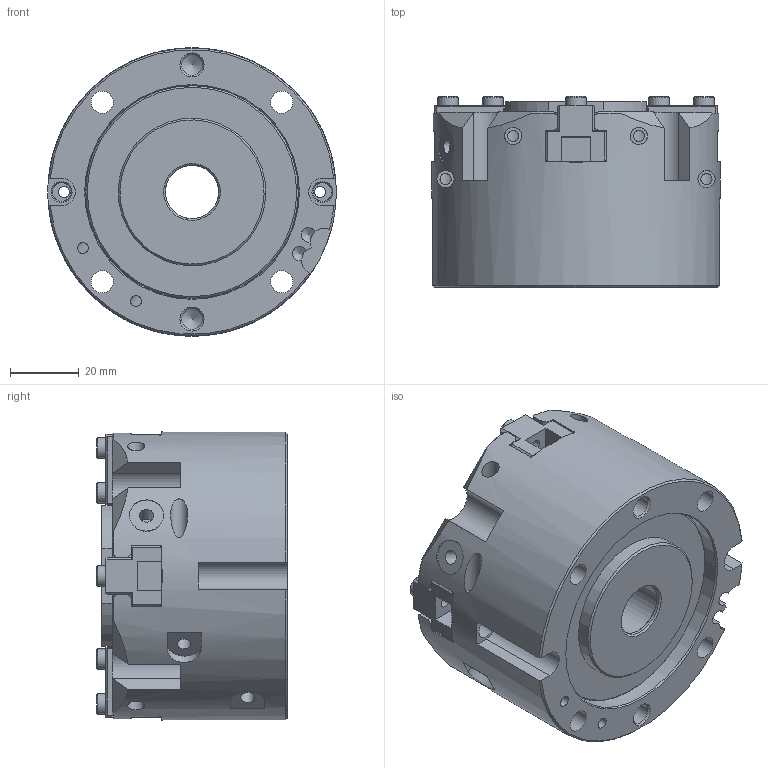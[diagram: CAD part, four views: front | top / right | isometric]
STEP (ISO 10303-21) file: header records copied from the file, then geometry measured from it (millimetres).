
FILE_DESCRIPTION(/* description */ (''),/* implementation_level */ '2;1');
FILE_NAME(/* name */ 'FRM-85.stp',/* time_stamp */ '2021-06-14T00:07:24+02:00',/* author */ ('Emilio'),/* organization */ (''),/* preprocessor_version */ 'ST-DEVELOPER v17.2',/* originating_system */ 'Autodesk Inventor 2019',/* authorisation */ '');
FILE_SCHEMA (('AUTOMOTIVE_DESIGN { 1 0 10303 214 3 1 1 }'));
Length unit declared in the file: millimetre
Products named in the file (8): FRM-85; FRM-85-CORPO-cliente; MFB-85-FONDELLO-CLIENTE; MFB-85-TUBO; MFB_4-85-COPERCHIO; PZP-64-GRIFFA C1-CLIENTE; BOCCOLA 6H7L5; ISO 7380-1 - M3 x 6
Assembly tree (20 placements, depth 2):
  FRM-85
    FRM-85-CORPO-cliente
    MFB-85-FONDELLO-CLIENTE
    MFB-85-TUBO
    MFB_4-85-COPERCHIO
    PZP-64-GRIFFA C1-CLIENTE  x4
    BOCCOLA 6H7L5  x8
    ISO 7380-1 - M3 x 6  x4
Bounding box: 83.99 x 55.5 x 83.99 mm (x, y, z)
Volume: 226484.2 mm3; surface area: 71122.1 mm2
Topology: 20 solids, 20 shells, 585 faces, 1606 edges, 1089 vertices
Faces by surface type: plane 361, cylinder 138, cone 77, torus 5, bspline 4
Full cylindrical faces by diameter (mm): 2.013 x4, 2.459 x4, 2.5 x3, 3 x4, 3.242 x16, 3.5 x4, 4.134 x3, 4.2 x8, 5 x6, 5.5 x2, 5.7 x4, 6 x22, 6.1 x2, 6.5 x4, 7.1 x4, 10 x1, 15.5 x3, 20 x3, 30 x1, 43 x1, 62 x2, 84 x1
Entity records: 12669 total; most frequent: CARTESIAN_POINT 3020, DIRECTION 2008, ORIENTED_EDGE 1926, EDGE_CURVE 963, AXIS2_PLACEMENT_3D 769, VERTEX_POINT 669, LINE 470, VECTOR 470
